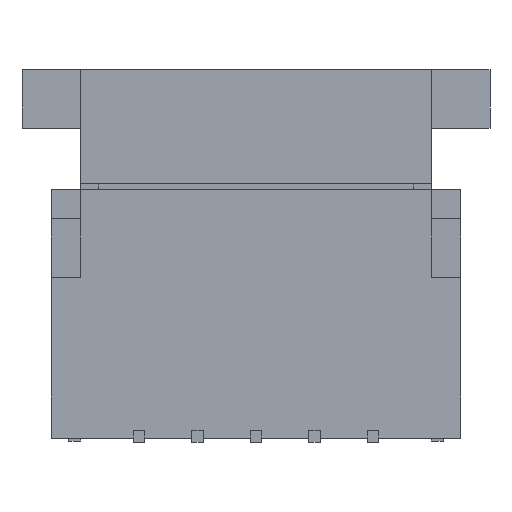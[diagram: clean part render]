
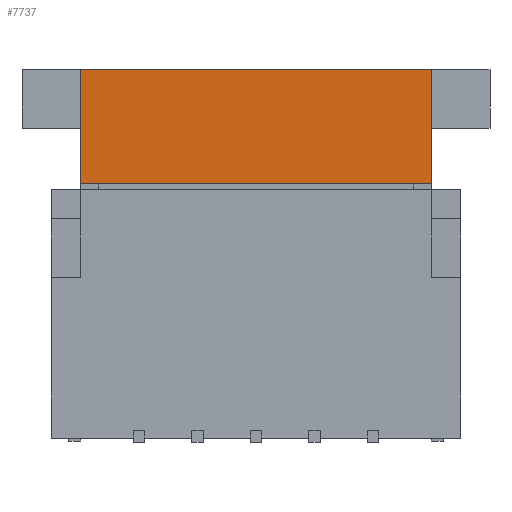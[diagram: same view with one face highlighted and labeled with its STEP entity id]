
A CAD part, front view. The second image highlights one B-rep face of the part: STEP entity #7737.
In plain terms, the highlighted planar face has unit normal (0, -1, 0).
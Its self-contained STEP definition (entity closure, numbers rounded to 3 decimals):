
#4321 = PLANE('',#4322);
#4322 = AXIS2_PLACEMENT_3D('',#4323,#4324,#4325);
#4323 = CARTESIAN_POINT('',(3.,-0.46,6.37));
#4324 = DIRECTION('',(1.,0.,0.));
#4325 = DIRECTION('',(0.,1.,0.));
#4533 = PLANE('',#4534);
#4534 = AXIS2_PLACEMENT_3D('',#4535,#4536,#4537);
#4535 = CARTESIAN_POINT('',(-3.,-0.46,6.37));
#4536 = DIRECTION('',(1.,0.,0.));
#4537 = DIRECTION('',(0.,1.,0.));
#5671 = VERTEX_POINT('',#5672);
#5672 = CARTESIAN_POINT('',(-3.,-1.3,6.37));
#5686 = PLANE('',#5687);
#5687 = AXIS2_PLACEMENT_3D('',#5688,#5689,#5690);
#5688 = CARTESIAN_POINT('',(3.,-1.3,6.37));
#5689 = DIRECTION('',(0.,0.,-1.));
#5690 = DIRECTION('',(0.,1.,0.));
#5698 = EDGE_CURVE('',#5671,#5699,#5701,.T.);
#5699 = VERTEX_POINT('',#5700);
#5700 = CARTESIAN_POINT('',(-3.,-1.3,4.42));
#5701 = SURFACE_CURVE('',#5702,(#5706,#5713),.PCURVE_S1.);
#5702 = LINE('',#5703,#5704);
#5703 = CARTESIAN_POINT('',(-3.,-1.3,4.42));
#5704 = VECTOR('',#5705,1.);
#5705 = DIRECTION('',(0.,0.,-1.));
#5706 = PCURVE('',#4533,#5707);
#5707 = DEFINITIONAL_REPRESENTATION('',(#5708),#5712);
#5708 = LINE('',#5709,#5710);
#5709 = CARTESIAN_POINT('',(-0.84,-1.95));
#5710 = VECTOR('',#5711,1.);
#5711 = DIRECTION('',(0.,-1.));
#5712 = ( GEOMETRIC_REPRESENTATION_CONTEXT(2) 
PARAMETRIC_REPRESENTATION_CONTEXT() REPRESENTATION_CONTEXT('2D SPACE',''
  ) );
#5713 = PCURVE('',#5714,#5719);
#5714 = PLANE('',#5715);
#5715 = AXIS2_PLACEMENT_3D('',#5716,#5717,#5718);
#5716 = CARTESIAN_POINT('',(3.,-1.3,4.42));
#5717 = DIRECTION('',(0.,1.,0.));
#5718 = DIRECTION('',(0.,0.,1.));
#5719 = DEFINITIONAL_REPRESENTATION('',(#5720),#5724);
#5720 = LINE('',#5721,#5722);
#5721 = CARTESIAN_POINT('',(0.,-6.));
#5722 = VECTOR('',#5723,1.);
#5723 = DIRECTION('',(-1.,0.));
#5724 = ( GEOMETRIC_REPRESENTATION_CONTEXT(2) 
PARAMETRIC_REPRESENTATION_CONTEXT() REPRESENTATION_CONTEXT('2D SPACE',''
  ) );
#5742 = PLANE('',#5743);
#5743 = AXIS2_PLACEMENT_3D('',#5744,#5745,#5746);
#5744 = CARTESIAN_POINT('',(3.,-0.95,4.42));
#5745 = DIRECTION('',(0.,0.,1.));
#5746 = DIRECTION('',(0.,-1.,0.));
#6235 = VERTEX_POINT('',#6236);
#6236 = CARTESIAN_POINT('',(3.,-1.3,6.37));
#6257 = EDGE_CURVE('',#6235,#6258,#6260,.T.);
#6258 = VERTEX_POINT('',#6259);
#6259 = CARTESIAN_POINT('',(3.,-1.3,4.42));
#6260 = SURFACE_CURVE('',#6261,(#6265,#6272),.PCURVE_S1.);
#6261 = LINE('',#6262,#6263);
#6262 = CARTESIAN_POINT('',(3.,-1.3,4.42));
#6263 = VECTOR('',#6264,1.);
#6264 = DIRECTION('',(0.,0.,-1.));
#6265 = PCURVE('',#4321,#6266);
#6266 = DEFINITIONAL_REPRESENTATION('',(#6267),#6271);
#6267 = LINE('',#6268,#6269);
#6268 = CARTESIAN_POINT('',(-0.84,-1.95));
#6269 = VECTOR('',#6270,1.);
#6270 = DIRECTION('',(0.,-1.));
#6271 = ( GEOMETRIC_REPRESENTATION_CONTEXT(2) 
PARAMETRIC_REPRESENTATION_CONTEXT() REPRESENTATION_CONTEXT('2D SPACE',''
  ) );
#6272 = PCURVE('',#5714,#6273);
#6273 = DEFINITIONAL_REPRESENTATION('',(#6274),#6278);
#6274 = LINE('',#6275,#6276);
#6275 = CARTESIAN_POINT('',(0.,0.));
#6276 = VECTOR('',#6277,1.);
#6277 = DIRECTION('',(-1.,0.));
#6278 = ( GEOMETRIC_REPRESENTATION_CONTEXT(2) 
PARAMETRIC_REPRESENTATION_CONTEXT() REPRESENTATION_CONTEXT('2D SPACE',''
  ) );
#7717 = EDGE_CURVE('',#6258,#5699,#7718,.T.);
#7718 = SURFACE_CURVE('',#7719,(#7723,#7730),.PCURVE_S1.);
#7719 = LINE('',#7720,#7721);
#7720 = CARTESIAN_POINT('',(3.,-1.3,4.42));
#7721 = VECTOR('',#7722,1.);
#7722 = DIRECTION('',(-1.,0.,0.));
#7723 = PCURVE('',#5742,#7724);
#7724 = DEFINITIONAL_REPRESENTATION('',(#7725),#7729);
#7725 = LINE('',#7726,#7727);
#7726 = CARTESIAN_POINT('',(0.35,0.));
#7727 = VECTOR('',#7728,1.);
#7728 = DIRECTION('',(0.,-1.));
#7729 = ( GEOMETRIC_REPRESENTATION_CONTEXT(2) 
PARAMETRIC_REPRESENTATION_CONTEXT() REPRESENTATION_CONTEXT('2D SPACE',''
  ) );
#7730 = PCURVE('',#5714,#7731);
#7731 = DEFINITIONAL_REPRESENTATION('',(#7732),#7736);
#7732 = LINE('',#7733,#7734);
#7733 = CARTESIAN_POINT('',(0.,0.));
#7734 = VECTOR('',#7735,1.);
#7735 = DIRECTION('',(0.,-1.));
#7736 = ( GEOMETRIC_REPRESENTATION_CONTEXT(2) 
PARAMETRIC_REPRESENTATION_CONTEXT() REPRESENTATION_CONTEXT('2D SPACE',''
  ) );
#7737 = ADVANCED_FACE('',(#7738),#5714,.F.);
#7738 = FACE_BOUND('',#7739,.T.);
#7739 = EDGE_LOOP('',(#7740,#7741,#7742,#7743));
#7740 = ORIENTED_EDGE('',*,*,#5698,.T.);
#7741 = ORIENTED_EDGE('',*,*,#7717,.F.);
#7742 = ORIENTED_EDGE('',*,*,#6257,.F.);
#7743 = ORIENTED_EDGE('',*,*,#7744,.T.);
#7744 = EDGE_CURVE('',#6235,#5671,#7745,.T.);
#7745 = SURFACE_CURVE('',#7746,(#7750,#7757),.PCURVE_S1.);
#7746 = LINE('',#7747,#7748);
#7747 = CARTESIAN_POINT('',(3.,-1.3,6.37));
#7748 = VECTOR('',#7749,1.);
#7749 = DIRECTION('',(-1.,0.,0.));
#7750 = PCURVE('',#5714,#7751);
#7751 = DEFINITIONAL_REPRESENTATION('',(#7752),#7756);
#7752 = LINE('',#7753,#7754);
#7753 = CARTESIAN_POINT('',(1.95,0.));
#7754 = VECTOR('',#7755,1.);
#7755 = DIRECTION('',(0.,-1.));
#7756 = ( GEOMETRIC_REPRESENTATION_CONTEXT(2) 
PARAMETRIC_REPRESENTATION_CONTEXT() REPRESENTATION_CONTEXT('2D SPACE',''
  ) );
#7757 = PCURVE('',#5686,#7758);
#7758 = DEFINITIONAL_REPRESENTATION('',(#7759),#7763);
#7759 = LINE('',#7760,#7761);
#7760 = CARTESIAN_POINT('',(0.,0.));
#7761 = VECTOR('',#7762,1.);
#7762 = DIRECTION('',(0.,-1.));
#7763 = ( GEOMETRIC_REPRESENTATION_CONTEXT(2) 
PARAMETRIC_REPRESENTATION_CONTEXT() REPRESENTATION_CONTEXT('2D SPACE',''
  ) );
